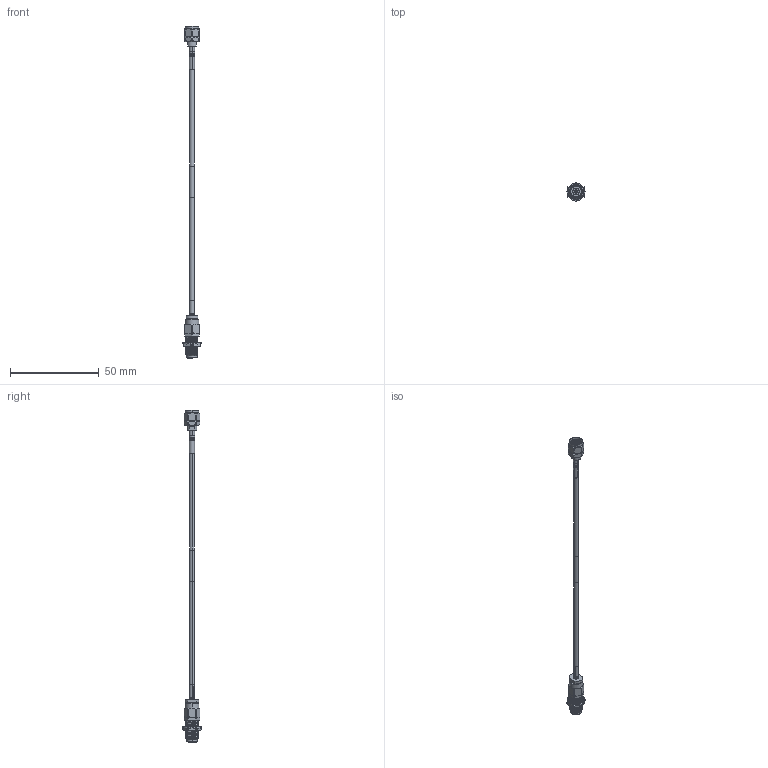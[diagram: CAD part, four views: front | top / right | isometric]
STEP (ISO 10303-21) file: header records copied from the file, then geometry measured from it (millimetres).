
FILE_DESCRIPTION (( 'STEP AP214' ), '1' );
FILE_NAME ('FMCA100343_3D.step', '2025-11-11T18:13:13', ( '' ), ( '' ), 'SwSTEP 2.0', 'SolidWorks 2025', '' );
FILE_SCHEMA (( 'AUTOMOTIVE_DESIGN' ));
Length unit declared in the file: inch
Products named in the file (6): PE45413; PE44802; Copy of HEAT SHRINK 2^FMCA100343; PE-SR405FLJ_WITH LABEL; Copy of HEAT SHRINK^FMCA100343; FMCA100343_3D
Assembly tree (5 placements, depth 2):
  FMCA100343_3D
    PE-SR405FLJ_WITH LABEL
    PE45413
    PE44802
    Copy of HEAT SHRINK^FMCA100343
    Copy of HEAT SHRINK 2^FMCA100343
Bounding box: 10.16 x 10.75 x 187.01 mm (x, y, z)
Volume: 2194.8 mm3; surface area: 3601.9 mm2
Topology: 8 solids, 9 shells, 445 faces, 1203 edges, 794 vertices
Faces by surface type: cylinder 183, plane 92, bspline 90, cone 62, torus 18
Entity records: 39086 total; most frequent: CARTESIAN_POINT 28635, ORIENTED_EDGE 2406, DIRECTION 1844, EDGE_CURVE 1203, VERTEX_POINT 794, AXIS2_PLACEMENT_3D 749, EDGE_LOOP 487, FACE_OUTER_BOUND 445
